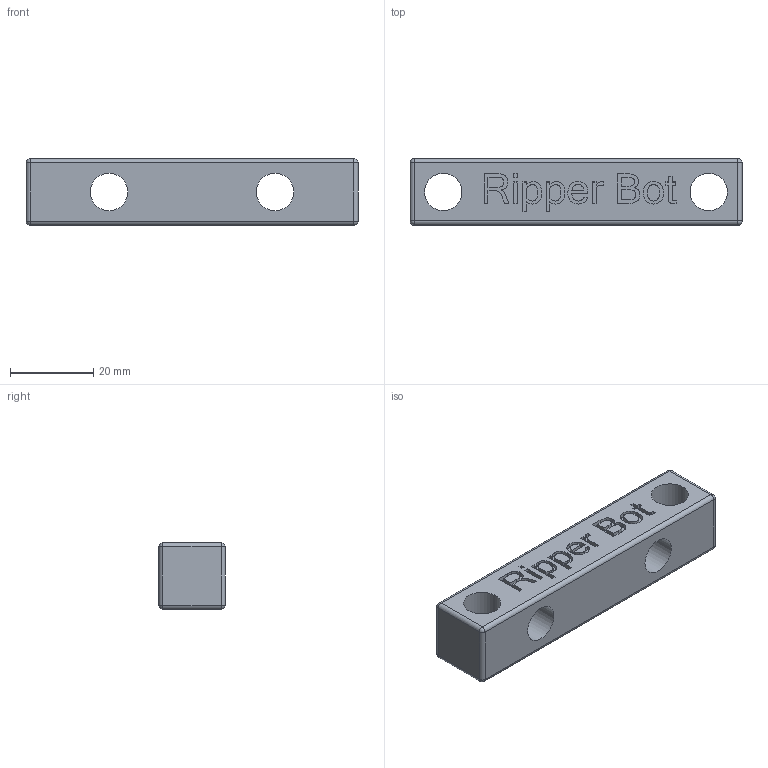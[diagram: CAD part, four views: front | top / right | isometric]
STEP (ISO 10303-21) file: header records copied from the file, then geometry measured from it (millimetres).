
FILE_DESCRIPTION(/* description */ ('Alibre Inc.'),/* implementation_level */ '2;1');
FILE_NAME(/* name */ 'export0',/* time_stamp */ '2013-10-11T23:10:47+01:00',/* author */ (''),/* organization */ (''),/* preprocessor_version */ 'ST-DEVELOPER v14',/* originating_system */ 'Alibre',/* authorisation */ '');
FILE_SCHEMA (('CONFIG_CONTROL_DESIGN'));
Length unit declared in the file: centimetre
Products named in the file (1): ID_1
Bounding box: 80 x 16 x 16 mm (x, y, z)
Volume: 16200.9 mm3; surface area: 7006.7 mm2
Topology: 1 solids, 1 shells, 202 faces, 533 edges, 342 vertices
Faces by surface type: bspline 92, plane 86, cylinder 16, sphere 8
Full cylindrical faces by diameter (mm): 9 x4
Entity records: 6200 total; most frequent: CARTESIAN_POINT 1886, ORIENTED_EDGE 1042, EDGE_CURVE 521, DIRECTION 496, VERTEX_POINT 342, VECTOR 305, LINE 305, EDGE_LOOP 231
